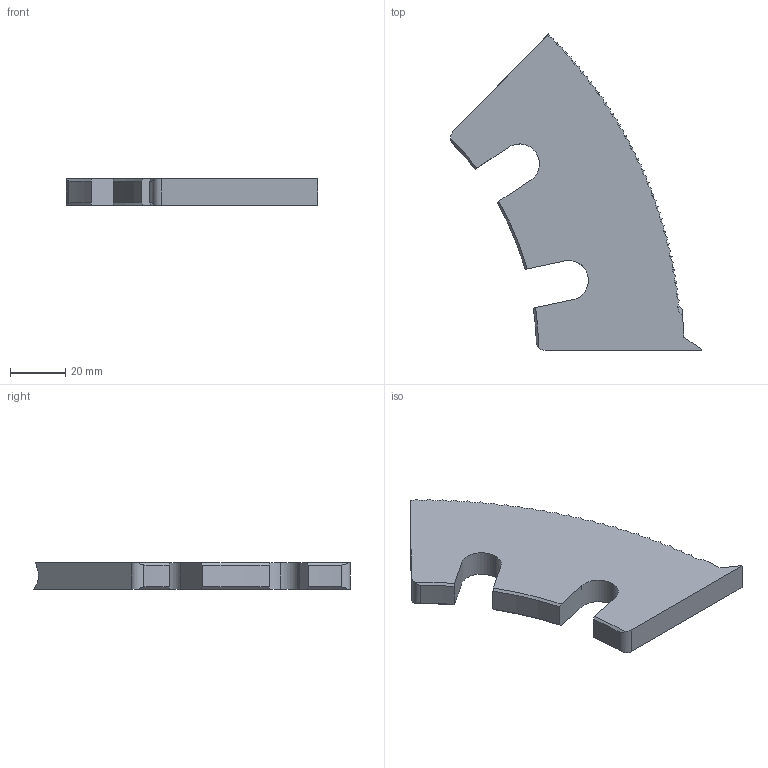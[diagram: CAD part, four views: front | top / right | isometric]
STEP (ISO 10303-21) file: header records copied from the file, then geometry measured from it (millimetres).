
FILE_DESCRIPTION (( 'STEP AP203' ), '1' );
FILE_NAME ('M3515-S.STEP', '2022-04-22T20:50:54', ( '' ), ( '' ), 'SwSTEP 2.0', 'SolidWorks 2020', '' );
FILE_SCHEMA (( 'CONFIG_CONTROL_DESIGN' ));
Length unit declared in the file: inch
Products named in the file (1): M3515-S
Bounding box: 90.49 x 114.24 x 9.49 mm (x, y, z)
Volume: 45798.4 mm3; surface area: 13818.7 mm2
Topology: 1 solids, 1 shells, 78 faces, 228 edges, 152 vertices
Faces by surface type: sphere 50, cylinder 10, plane 10, cone 6, torus 2
Entity records: 3554 total; most frequent: CARTESIAN_POINT 1399, ORIENTED_EDGE 456, DIRECTION 453, EDGE_CURVE 228, AXIS2_PLACEMENT_3D 210, VERTEX_POINT 152, CIRCLE 131, FACE_OUTER_BOUND 78
